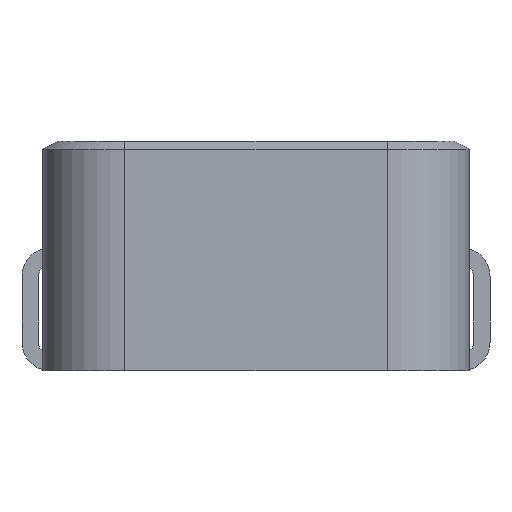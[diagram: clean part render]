
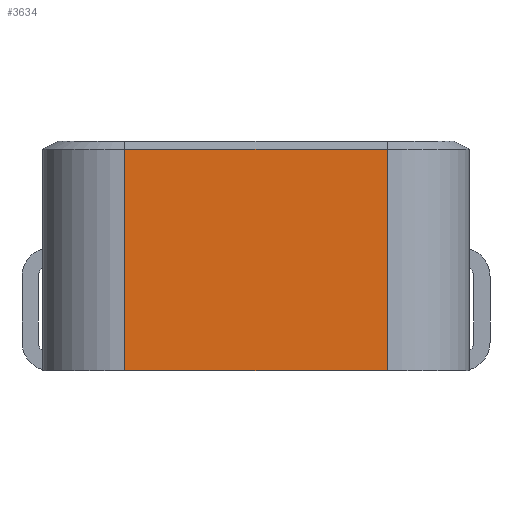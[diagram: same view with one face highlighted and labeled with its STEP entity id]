
A CAD part, front view. The second image highlights one B-rep face of the part: STEP entity #3634.
In plain terms, the highlighted planar face has unit normal (0, -1, 0).
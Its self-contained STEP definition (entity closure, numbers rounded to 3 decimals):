
#231=LINE('',#5287,#543);
#242=LINE('',#5317,#554);
#249=LINE('',#5337,#561);
#267=LINE('',#5367,#579);
#543=VECTOR('',#4172,1000.);
#554=VECTOR('',#4207,1000.);
#561=VECTOR('',#4226,1000.);
#579=VECTOR('',#4254,1000.);
#1030=ORIENTED_EDGE('',*,*,#1679,.F.);
#1031=ORIENTED_EDGE('',*,*,#1654,.T.);
#1032=ORIENTED_EDGE('',*,*,#1669,.T.);
#1033=ORIENTED_EDGE('',*,*,#1698,.T.);
#1654=EDGE_CURVE('',#2003,#2002,#231,.T.);
#1669=EDGE_CURVE('',#2002,#2010,#242,.T.);
#1679=EDGE_CURVE('',#2003,#2017,#249,.T.);
#1698=EDGE_CURVE('',#2010,#2017,#267,.T.);
#2002=VERTEX_POINT('',#5286);
#2003=VERTEX_POINT('',#5288);
#2010=VERTEX_POINT('',#5318);
#2017=VERTEX_POINT('',#5338);
#2192=EDGE_LOOP('',(#1030,#1031,#1032,#1033));
#2350=FACE_BOUND('',#2192,.T.);
#2485=PLANE('',#3803);
#3634=ADVANCED_FACE('',(#2350),#2485,.F.);
#3803=AXIS2_PLACEMENT_3D('',#5366,#4252,#4253);
#4172=DIRECTION('',(-1.,0.,0.));
#4207=DIRECTION('',(0.,0.,-1.));
#4226=DIRECTION('',(0.,0.,-1.));
#4252=DIRECTION('',(0.,1.,0.));
#4253=DIRECTION('',(-1.,0.,0.));
#4254=DIRECTION('',(1.,0.,0.));
#5286=CARTESIAN_POINT('',(-1.6,-2.6,2.7));
#5287=CARTESIAN_POINT('',(-1.6,-2.6,2.7));
#5288=CARTESIAN_POINT('',(1.6,-2.6,2.7));
#5317=CARTESIAN_POINT('',(-1.6,-2.6,2.8));
#5318=CARTESIAN_POINT('',(-1.6,-2.6,0.));
#5337=CARTESIAN_POINT('',(1.6,-2.6,2.8));
#5338=CARTESIAN_POINT('',(1.6,-2.6,0.));
#5366=CARTESIAN_POINT('',(-2.6,-2.6,2.8));
#5367=CARTESIAN_POINT('',(-2.6,-2.6,0.));
